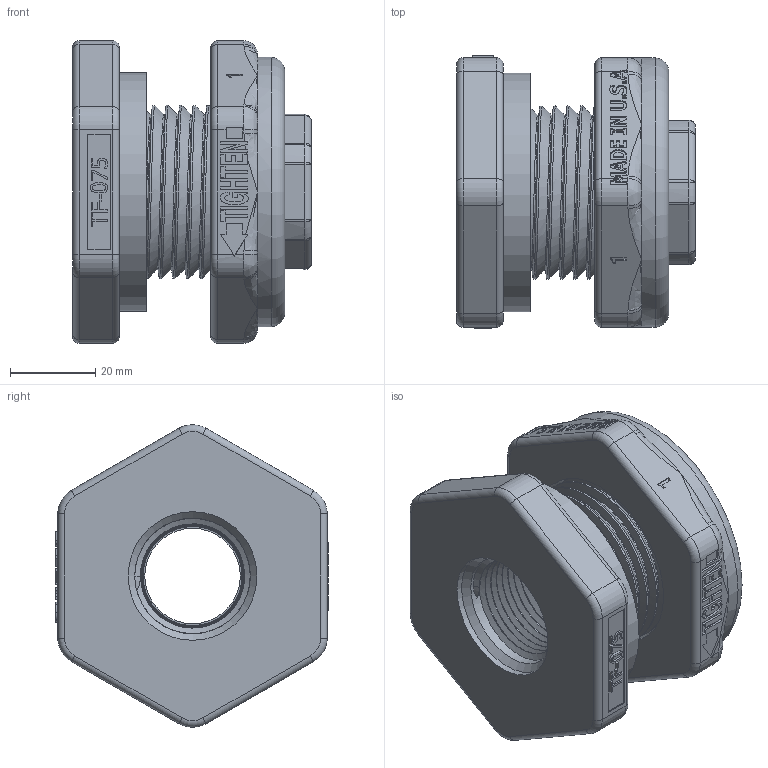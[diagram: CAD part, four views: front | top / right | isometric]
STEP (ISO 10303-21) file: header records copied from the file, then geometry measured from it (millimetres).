
FILE_DESCRIPTION(/* description */ ('3/4" POLY TANK FLANGE ASSEMBLY, BUNA'),/* implementation_level */ '2;1');
FILE_NAME(/* name */ 'TF075B.stp',/* time_stamp */ '2023-07-11T08:30:38-04:00',/* author */ ('MJC'),/* organization */ (''),/* preprocessor_version */ 'ST-DEVELOPER v18.1',/* originating_system */ 'Autodesk Inventor 2022',/* authorisation */ '');
FILE_SCHEMA (('AUTOMOTIVE_DESIGN { 1 0 10303 214 3 1 1 }'));
Length unit declared in the file: inch
Products named in the file (5): TF075B; TF071; TF073; TF073X; 150GB
Assembly tree (4 placements, depth 3):
  TF075B
    TF071
    TF073
      TF073X
    150GB
Bounding box: 55.88 x 63.75 x 70.77 mm (x, y, z)
Volume: 101688.6 mm3; surface area: 38654.4 mm2
Topology: 3 solids, 3 shells, 863 faces, 2294 edges, 1483 vertices
Faces by surface type: plane 504, bspline 183, cylinder 103, cone 36, torus 25, sphere 12
Full cylindrical faces by diameter (mm): 22.352 x1, 30.099 x1, 36.322 x10, 37.704 x3, 40.528 x9, 41.148 x1, 41.275 x1, 41.91 x5, 55.88 x1, 62.992 x1
Entity records: 36997 total; most frequent: CARTESIAN_POINT 16777, ORIENTED_EDGE 4564, DIRECTION 3403, EDGE_CURVE 2282, LINE 1537, VECTOR 1537, VERTEX_POINT 1483, AXIS2_PLACEMENT_3D 933
